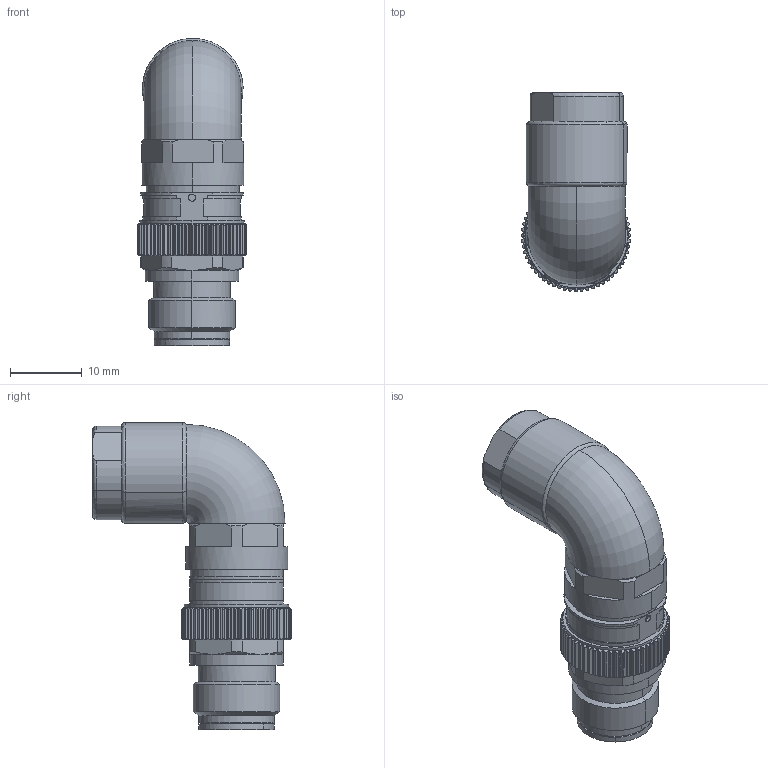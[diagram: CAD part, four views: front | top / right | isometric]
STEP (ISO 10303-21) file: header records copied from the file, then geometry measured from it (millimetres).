
FILE_DESCRIPTION(('CATIA V5 STEP Exchange','CAx-IF Rec.Pracs.--- Model Styling and Organization---1.5--- 2016-08-15','CAx-IF Rec.Pracs.---Supplemental Geometry---1.0---2011-11-01','CAx-IF Rec.Pracs.--- Composite Materials ---1.1---2010-07-15'),'2;1');
FILE_NAME ('1125801-1_1', '2025-11-24T08:46:15+00:00', ('none'), ('Weidmueller'), 'CATIA Version 5-6 Release 2024 SP4', 'CATIA V5 STEP AP214 v3', 'none');
FILE_SCHEMA(('AUTOMOTIVE_DESIGN { 1 0 10303 214 1 1 1 1 }'));
Length unit declared in the file: millimetre
Products named in the file (1): 2672430000
Bounding box: 15.2 x 27.59 x 42.68 mm (x, y, z)
Volume: 6803.6 mm3; surface area: 3998.8 mm2
Topology: 1 solids, 6 shells, 563 faces, 1578 edges, 1034 vertices
Faces by surface type: plane 229, cylinder 217, torus 38, bspline 31, cone 28, sphere 20
Entity records: 19482 total; most frequent: CARTESIAN_POINT 6030, ORIENTED_EDGE 3116, DIRECTION 2169, EDGE_CURVE 1558, AXIS2_PLACEMENT_3D 1098, VERTEX_POINT 1034, EDGE_LOOP 608, CIRCLE 576
